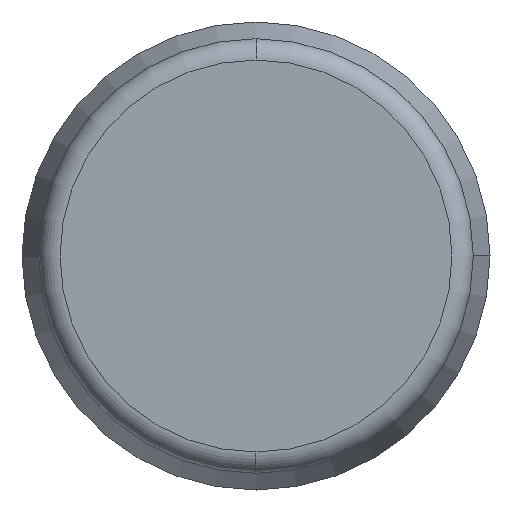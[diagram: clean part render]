
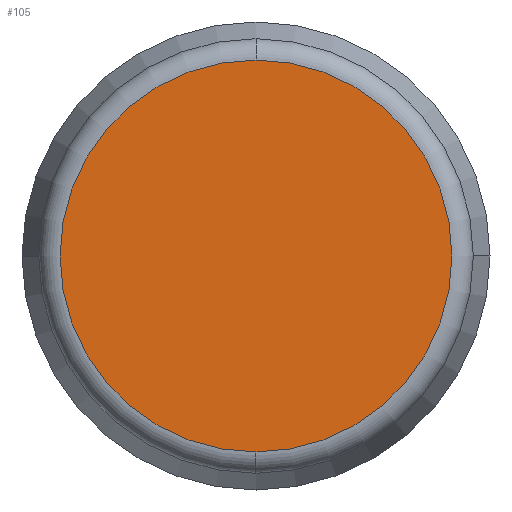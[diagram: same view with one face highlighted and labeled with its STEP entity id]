
A CAD part, front view. The second image highlights one B-rep face of the part: STEP entity #105.
In plain terms, the highlighted planar face has unit normal (0, -1, 0).
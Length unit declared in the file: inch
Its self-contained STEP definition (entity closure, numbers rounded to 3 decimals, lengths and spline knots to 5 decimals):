
#7 = CARTESIAN_POINT ( 'NONE',  ( 0., 0., 0. ) ) ;
#44 = PLANE ( 'NONE',  #123 ) ;
#63 = AXIS2_PLACEMENT_3D ( 'NONE', #314, #155, #207 ) ;
#75 = CIRCLE ( 'NONE', #63, 0.18313 ) ;
#79 = VERTEX_POINT ( 'NONE', #254 ) ;
#88 = AXIS2_PLACEMENT_3D ( 'NONE', #7, #240, #334 ) ;
#105 = ADVANCED_FACE ( 'NONE', ( #221 ), #44, .T. ) ;
#123 = AXIS2_PLACEMENT_3D ( 'NONE', #302, #147, #144 ) ;
#128 = CARTESIAN_POINT ( 'NONE',  ( 0., 0., -0.18313 ) ) ;
#144 = DIRECTION ( 'NONE',  ( 0., 0., -1. ) ) ;
#147 = DIRECTION ( 'NONE',  ( 0., -1., 0. ) ) ;
#155 = DIRECTION ( 'NONE',  ( 0., -1., 0. ) ) ;
#157 = CIRCLE ( 'NONE', #88, 0.18313 ) ;
#207 = DIRECTION ( 'NONE',  ( 0., 0., -1. ) ) ;
#221 = FACE_OUTER_BOUND ( 'NONE', #393, .T. ) ;
#240 = DIRECTION ( 'NONE',  ( 0., -1., 0. ) ) ;
#242 = EDGE_CURVE ( 'NONE', #367, #79, #75, .T. ) ;
#254 = CARTESIAN_POINT ( 'NONE',  ( 0., 0., 0.18313 ) ) ;
#267 = ORIENTED_EDGE ( 'NONE', *, *, #275, .T. ) ;
#275 = EDGE_CURVE ( 'NONE', #79, #367, #157, .T. ) ;
#299 = ORIENTED_EDGE ( 'NONE', *, *, #242, .T. ) ;
#302 = CARTESIAN_POINT ( 'NONE',  ( 0., 0., 0. ) ) ;
#314 = CARTESIAN_POINT ( 'NONE',  ( 0., 0., 0. ) ) ;
#334 = DIRECTION ( 'NONE',  ( 0., 0., -1. ) ) ;
#367 = VERTEX_POINT ( 'NONE', #128 ) ;
#393 = EDGE_LOOP ( 'NONE', ( #299, #267 ) ) ;
